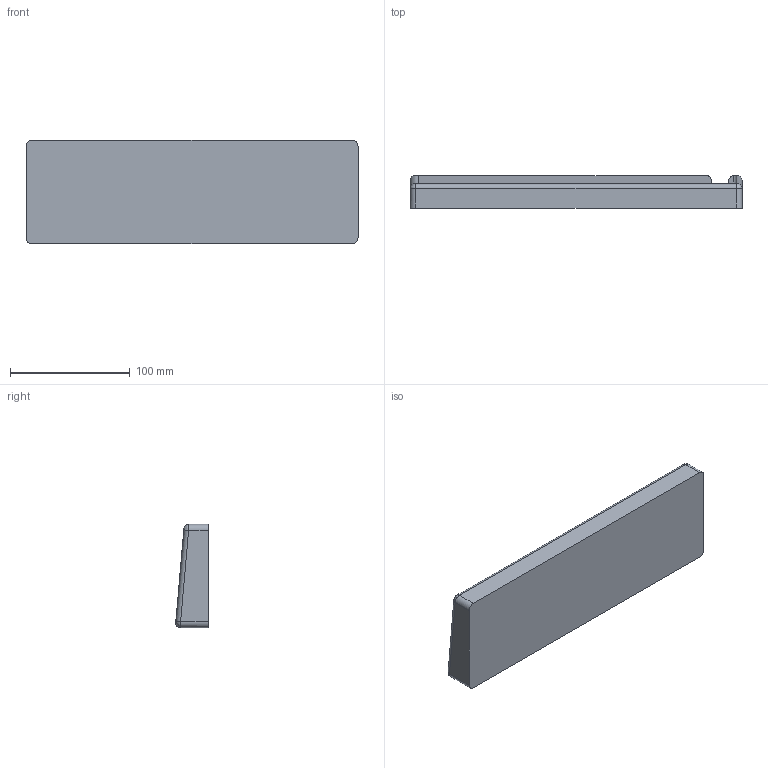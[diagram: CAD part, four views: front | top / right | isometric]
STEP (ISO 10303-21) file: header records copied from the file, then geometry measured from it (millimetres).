
FILE_DESCRIPTION (( 'STEP AP203' ), '1' );
FILE_NAME ('Case AP203.STEP', '2021-11-26T15:54:42', ( '' ), ( '' ), 'SwSTEP 2.0', 'SolidWorks 2020', '' );
FILE_SCHEMA (( 'CONFIG_CONTROL_DESIGN' ));
Length unit declared in the file: millimetre
Products named in the file (1): Case AP203
Bounding box: 276.72 x 27.19 x 86.2 mm (x, y, z)
Volume: 159084.6 mm3; surface area: 77466.4 mm2
Topology: 1 solids, 1 shells, 140 faces, 370 edges, 225 vertices
Faces by surface type: cylinder 66, plane 43, cone 18, bspline 13
Entity records: 4829 total; most frequent: CARTESIAN_POINT 1368, DIRECTION 727, ORIENTED_EDGE 702, EDGE_CURVE 351, AXIS2_PLACEMENT_3D 267, VERTEX_POINT 225, LINE 193, VECTOR 193
